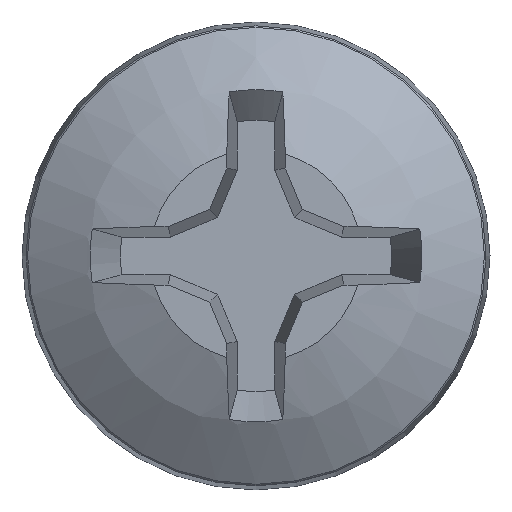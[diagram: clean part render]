
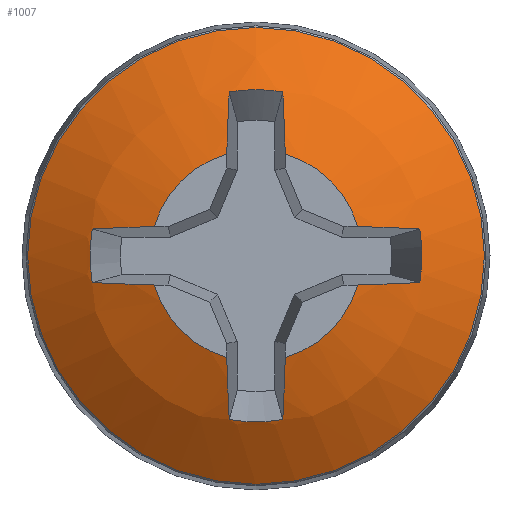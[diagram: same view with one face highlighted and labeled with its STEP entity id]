
A CAD part, top view. The second image highlights one B-rep face of the part: STEP entity #1007.
In plain terms, the highlighted spherical face has radius 4.465 mm.
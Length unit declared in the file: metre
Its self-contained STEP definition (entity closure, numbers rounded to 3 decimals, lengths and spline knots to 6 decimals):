
#34=SPHERICAL_SURFACE('',#1085,0.004465);
#199=CIRCLE('',#1086,0.002715);
#200=CIRCLE('',#1087,0.004464);
#201=CIRCLE('',#1088,0.001257);
#202=CIRCLE('',#1089,0.004464);
#203=CIRCLE('',#1090,0.001973);
#204=CIRCLE('',#1091,0.004464);
#205=CIRCLE('',#1092,0.001257);
#206=CIRCLE('',#1093,0.004464);
#207=CIRCLE('',#1094,0.001973);
#208=CIRCLE('',#1095,0.004464);
#209=CIRCLE('',#1096,0.001257);
#210=CIRCLE('',#1097,0.004464);
#211=CIRCLE('',#1098,0.001973);
#212=CIRCLE('',#1099,0.004464);
#213=CIRCLE('',#1100,0.001257);
#214=CIRCLE('',#1101,0.004464);
#215=CIRCLE('',#1102,0.001973);
#250=ORIENTED_EDGE('',*,*,#562,.T.);
#251=ORIENTED_EDGE('',*,*,#563,.T.);
#252=ORIENTED_EDGE('',*,*,#564,.F.);
#253=ORIENTED_EDGE('',*,*,#565,.T.);
#254=ORIENTED_EDGE('',*,*,#566,.T.);
#255=ORIENTED_EDGE('',*,*,#567,.T.);
#256=ORIENTED_EDGE('',*,*,#568,.F.);
#257=ORIENTED_EDGE('',*,*,#569,.T.);
#258=ORIENTED_EDGE('',*,*,#570,.T.);
#259=ORIENTED_EDGE('',*,*,#571,.T.);
#260=ORIENTED_EDGE('',*,*,#572,.F.);
#261=ORIENTED_EDGE('',*,*,#573,.T.);
#262=ORIENTED_EDGE('',*,*,#574,.T.);
#263=ORIENTED_EDGE('',*,*,#575,.T.);
#264=ORIENTED_EDGE('',*,*,#576,.F.);
#265=ORIENTED_EDGE('',*,*,#577,.T.);
#266=ORIENTED_EDGE('',*,*,#578,.T.);
#562=EDGE_CURVE('',#719,#719,#199,.F.);
#563=EDGE_CURVE('',#720,#721,#200,.F.);
#564=EDGE_CURVE('',#722,#721,#201,.T.);
#565=EDGE_CURVE('',#722,#723,#202,.F.);
#566=EDGE_CURVE('',#723,#724,#203,.T.);
#567=EDGE_CURVE('',#724,#725,#204,.F.);
#568=EDGE_CURVE('',#726,#725,#205,.T.);
#569=EDGE_CURVE('',#726,#727,#206,.F.);
#570=EDGE_CURVE('',#727,#728,#207,.T.);
#571=EDGE_CURVE('',#728,#729,#208,.F.);
#572=EDGE_CURVE('',#730,#729,#209,.T.);
#573=EDGE_CURVE('',#730,#731,#210,.F.);
#574=EDGE_CURVE('',#731,#732,#211,.T.);
#575=EDGE_CURVE('',#732,#733,#212,.F.);
#576=EDGE_CURVE('',#734,#733,#213,.T.);
#577=EDGE_CURVE('',#734,#735,#214,.F.);
#578=EDGE_CURVE('',#735,#720,#215,.T.);
#719=VERTEX_POINT('',#1544);
#720=VERTEX_POINT('',#1546);
#721=VERTEX_POINT('',#1547);
#722=VERTEX_POINT('',#1549);
#723=VERTEX_POINT('',#1551);
#724=VERTEX_POINT('',#1553);
#725=VERTEX_POINT('',#1555);
#726=VERTEX_POINT('',#1557);
#727=VERTEX_POINT('',#1559);
#728=VERTEX_POINT('',#1561);
#729=VERTEX_POINT('',#1563);
#730=VERTEX_POINT('',#1565);
#731=VERTEX_POINT('',#1567);
#732=VERTEX_POINT('',#1569);
#733=VERTEX_POINT('',#1571);
#734=VERTEX_POINT('',#1573);
#735=VERTEX_POINT('',#1575);
#861=EDGE_LOOP('',(#250));
#862=EDGE_LOOP('',(#251,#252,#253,#254,#255,#256,#257,#258,#259,#260,#261,
#262,#263,#264,#265,#266));
#927=FACE_BOUND('',#861,.T.);
#928=FACE_BOUND('',#862,.T.);
#1007=ADVANCED_FACE('',(#927,#928),#34,.T.);
#1085=AXIS2_PLACEMENT_3D('',#1542,#1194,#1195);
#1086=AXIS2_PLACEMENT_3D('',#1543,#1196,#1197);
#1087=AXIS2_PLACEMENT_3D('',#1545,#1198,#1199);
#1088=AXIS2_PLACEMENT_3D('',#1548,#1200,#1201);
#1089=AXIS2_PLACEMENT_3D('',#1550,#1202,#1203);
#1090=AXIS2_PLACEMENT_3D('',#1552,#1204,#1205);
#1091=AXIS2_PLACEMENT_3D('',#1554,#1206,#1207);
#1092=AXIS2_PLACEMENT_3D('',#1556,#1208,#1209);
#1093=AXIS2_PLACEMENT_3D('',#1558,#1210,#1211);
#1094=AXIS2_PLACEMENT_3D('',#1560,#1212,#1213);
#1095=AXIS2_PLACEMENT_3D('',#1562,#1214,#1215);
#1096=AXIS2_PLACEMENT_3D('',#1564,#1216,#1217);
#1097=AXIS2_PLACEMENT_3D('',#1566,#1218,#1219);
#1098=AXIS2_PLACEMENT_3D('',#1568,#1220,#1221);
#1099=AXIS2_PLACEMENT_3D('',#1570,#1222,#1223);
#1100=AXIS2_PLACEMENT_3D('',#1572,#1224,#1225);
#1101=AXIS2_PLACEMENT_3D('',#1574,#1226,#1227);
#1102=AXIS2_PLACEMENT_3D('',#1576,#1228,#1229);
#1194=DIRECTION('',(0.,0.,1.));
#1195=DIRECTION('',(0.,1.,0.));
#1196=DIRECTION('',(0.,0.,-1.));
#1197=DIRECTION('',(0.,1.,0.));
#1198=DIRECTION('',(-0.995,0.,0.105));
#1199=DIRECTION('',(0.105,0.,0.995));
#1200=DIRECTION('',(0.,0.,1.));
#1201=DIRECTION('',(0.,-1.,0.));
#1202=DIRECTION('',(0.,-0.995,0.105));
#1203=DIRECTION('',(0.,-0.105,-0.995));
#1204=DIRECTION('',(0.,0.,-1.));
#1205=DIRECTION('',(-1.,0.,0.));
#1206=DIRECTION('',(0.,0.995,0.105));
#1207=DIRECTION('',(0.,-0.105,0.995));
#1208=DIRECTION('',(0.,0.,1.));
#1209=DIRECTION('',(0.,-1.,0.));
#1210=DIRECTION('',(-0.995,0.,0.105));
#1211=DIRECTION('',(0.105,0.,0.995));
#1212=DIRECTION('',(0.,0.,-1.));
#1213=DIRECTION('',(-1.,0.,0.));
#1214=DIRECTION('',(0.995,0.,0.105));
#1215=DIRECTION('',(0.105,0.,-0.995));
#1216=DIRECTION('',(0.,0.,1.));
#1217=DIRECTION('',(0.,-1.,0.));
#1218=DIRECTION('',(0.,0.995,0.105));
#1219=DIRECTION('',(0.,-0.105,0.995));
#1220=DIRECTION('',(0.,0.,-1.));
#1221=DIRECTION('',(-1.,0.,0.));
#1222=DIRECTION('',(0.,-0.995,0.105));
#1223=DIRECTION('',(0.,-0.105,-0.995));
#1224=DIRECTION('',(0.,0.,1.));
#1225=DIRECTION('',(0.,-1.,0.));
#1226=DIRECTION('',(0.995,0.,0.105));
#1227=DIRECTION('',(0.105,0.,-0.995));
#1228=DIRECTION('',(0.,0.,-1.));
#1229=DIRECTION('',(-1.,0.,0.));
#1542=CARTESIAN_POINT('',(0.,0.,0.003574));
#1543=CARTESIAN_POINT('',(0.,0.,0.007118));
#1544=CARTESIAN_POINT('',(0.,0.002715,0.007118));
#1545=CARTESIAN_POINT('',(-0.000102,0.,0.003584));
#1546=CARTESIAN_POINT('',(0.000318,0.001947,0.007579));
#1547=CARTESIAN_POINT('',(0.000348,0.001208,0.007858));
#1548=CARTESIAN_POINT('',(0.,0.,0.007858));
#1549=CARTESIAN_POINT('',(0.001208,0.000348,0.007858));
#1550=CARTESIAN_POINT('',(0.,-0.000102,0.003584));
#1551=CARTESIAN_POINT('',(0.001947,0.000318,0.007579));
#1552=CARTESIAN_POINT('',(0.,0.,0.007579));
#1553=CARTESIAN_POINT('',(0.001947,-0.000318,0.007579));
#1554=CARTESIAN_POINT('',(0.,0.000102,0.003584));
#1555=CARTESIAN_POINT('',(0.001208,-0.000348,0.007858));
#1556=CARTESIAN_POINT('',(0.,0.,0.007858));
#1557=CARTESIAN_POINT('',(0.000348,-0.001208,0.007858));
#1558=CARTESIAN_POINT('',(-0.000102,0.,0.003584));
#1559=CARTESIAN_POINT('',(0.000318,-0.001947,0.007579));
#1560=CARTESIAN_POINT('',(0.,0.,0.007579));
#1561=CARTESIAN_POINT('',(-0.000318,-0.001947,0.007579));
#1562=CARTESIAN_POINT('',(0.000102,0.,0.003584));
#1563=CARTESIAN_POINT('',(-0.000348,-0.001208,0.007858));
#1564=CARTESIAN_POINT('',(0.,0.,0.007858));
#1565=CARTESIAN_POINT('',(-0.001208,-0.000348,0.007858));
#1566=CARTESIAN_POINT('',(0.,0.000102,0.003584));
#1567=CARTESIAN_POINT('',(-0.001947,-0.000318,0.007579));
#1568=CARTESIAN_POINT('',(0.,0.,0.007579));
#1569=CARTESIAN_POINT('',(-0.001947,0.000318,0.007579));
#1570=CARTESIAN_POINT('',(0.,-0.000102,0.003584));
#1571=CARTESIAN_POINT('',(-0.001208,0.000348,0.007858));
#1572=CARTESIAN_POINT('',(0.,0.,0.007858));
#1573=CARTESIAN_POINT('',(-0.000348,0.001208,0.007858));
#1574=CARTESIAN_POINT('',(0.000102,0.,0.003584));
#1575=CARTESIAN_POINT('',(-0.000318,0.001947,0.007579));
#1576=CARTESIAN_POINT('',(0.,0.,0.007579));
